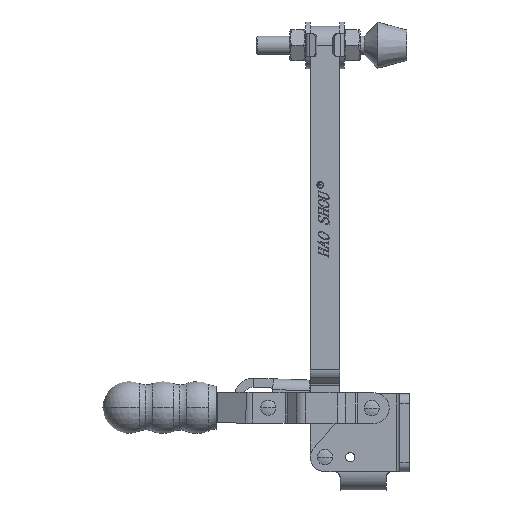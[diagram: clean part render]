
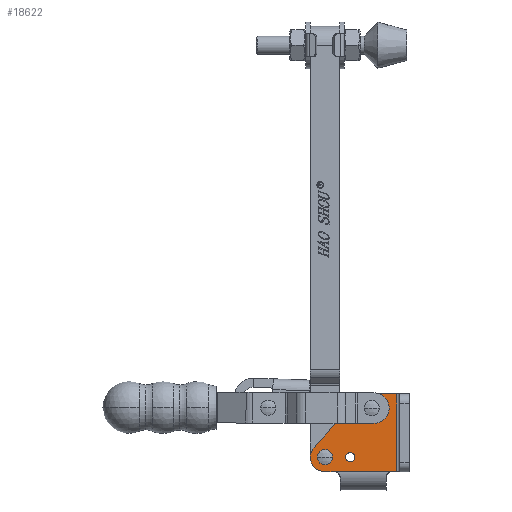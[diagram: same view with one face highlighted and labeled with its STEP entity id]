
A CAD part, left-side view. The second image highlights one B-rep face of the part: STEP entity #18622.
In plain terms, the highlighted planar face has unit normal (-1, 0, 0).
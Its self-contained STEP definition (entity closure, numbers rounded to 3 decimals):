
#1706 = EDGE_CURVE ( 'NONE', #1720, #7964, #28236, .T. ) ;
#1707 = EDGE_CURVE ( 'NONE', #1931, #7775, #28234, .T. ) ;
#1708 = EDGE_CURVE ( 'NONE', #1753, #8208, #28235, .T. ) ;
#1709 = EDGE_CURVE ( 'NONE', #8208, #1761, #28238, .T. ) ;
#1711 = EDGE_CURVE ( 'NONE', #1865, #1821, #28241, .T. ) ;
#1714 = EDGE_CURVE ( 'NONE', #1761, #1720, #28246, .T. ) ;
#1720 = VERTEX_POINT ( 'NONE', #28135 ) ;
#1727 = VERTEX_POINT ( 'NONE', #28139 ) ;
#1753 = VERTEX_POINT ( 'NONE', #4692 ) ;
#1761 = VERTEX_POINT ( 'NONE', #4700 ) ;
#1821 = VERTEX_POINT ( 'NONE', #4760 ) ;
#1865 = VERTEX_POINT ( 'NONE', #4804 ) ;
#1881 = VERTEX_POINT ( 'NONE', #4820 ) ;
#1931 = VERTEX_POINT ( 'NONE', #4870 ) ;
#2549 = EDGE_LOOP ( 'NONE', ( #6200, #6201 ) ) ;
#2571 = EDGE_LOOP ( 'NONE', ( #6202, #6203, #6204, #6205, #6206, #6207, #6208, #6209, #6210, #6211 ) ) ;
#2572 = EDGE_LOOP ( 'NONE', ( #6198, #6199 ) ) ;
#2575 = EDGE_LOOP ( 'NONE', ( #6196, #6197 ) ) ;
#4692 = CARTESIAN_POINT ( 'NONE',  ( -6., 16., 25.4 ) ) ;
#4700 = CARTESIAN_POINT ( 'NONE',  ( -6., 1., 0. ) ) ;
#4760 = CARTESIAN_POINT ( 'NONE',  ( -6., 24.5, 6.75 ) ) ;
#4804 = CARTESIAN_POINT ( 'NONE',  ( -6., 24.5, 2.75 ) ) ;
#4820 = CARTESIAN_POINT ( 'NONE',  ( -6., 19., 22.4 ) ) ;
#4870 = CARTESIAN_POINT ( 'NONE',  ( -6., 9.3, 22.75 ) ) ;
#5661 = CARTESIAN_POINT ( 'NONE',  ( -6., 16.2, 6.25 ) ) ;
#5667 = CARTESIAN_POINT ( 'NONE',  ( -6., 9.3, 18.75 ) ) ;
#5827 = CARTESIAN_POINT ( 'NONE',  ( -6., 16.2, 3.25 ) ) ;
#5856 = CARTESIAN_POINT ( 'NONE',  ( -6., 21.5, 0. ) ) ;
#5889 = CARTESIAN_POINT ( 'NONE',  ( -6., 24.5, 0. ) ) ;
#6196 = ORIENTED_EDGE ( 'NONE', *, *, #23276, .F. ) ;
#6197 = ORIENTED_EDGE ( 'NONE', *, *, #22963, .F. ) ;
#6198 = ORIENTED_EDGE ( 'NONE', *, *, #22987, .T. ) ;
#6199 = ORIENTED_EDGE ( 'NONE', *, *, #1707, .T. ) ;
#6200 = ORIENTED_EDGE ( 'NONE', *, *, #1711, .T. ) ;
#6201 = ORIENTED_EDGE ( 'NONE', *, *, #22913, .T. ) ;
#6202 = ORIENTED_EDGE ( 'NONE', *, *, #1714, .F. ) ;
#6203 = ORIENTED_EDGE ( 'NONE', *, *, #1709, .F. ) ;
#6204 = ORIENTED_EDGE ( 'NONE', *, *, #1708, .F. ) ;
#6205 = ORIENTED_EDGE ( 'NONE', *, *, #22947, .F. ) ;
#6206 = ORIENTED_EDGE ( 'NONE', *, *, #22946, .F. ) ;
#6207 = ORIENTED_EDGE ( 'NONE', *, *, #22949, .F. ) ;
#6208 = ORIENTED_EDGE ( 'NONE', *, *, #22942, .F. ) ;
#6209 = ORIENTED_EDGE ( 'NONE', *, *, #22959, .F. ) ;
#6210 = ORIENTED_EDGE ( 'NONE', *, *, #23003, .F. ) ;
#6211 = ORIENTED_EDGE ( 'NONE', *, *, #1706, .F. ) ;
#6585 = AXIS2_PLACEMENT_3D ( 'NONE', #28105, #28106, #28107 ) ;
#6587 = AXIS2_PLACEMENT_3D ( 'NONE', #28113, #28114, #28115 ) ;
#7769 = VERTEX_POINT ( 'NONE', #5661 ) ;
#7775 = VERTEX_POINT ( 'NONE', #5667 ) ;
#7935 = VERTEX_POINT ( 'NONE', #5827 ) ;
#7964 = VERTEX_POINT ( 'NONE', #5856 ) ;
#7997 = VERTEX_POINT ( 'NONE', #5889 ) ;
#8064 = VERTEX_POINT ( 'NONE', #14338 ) ;
#8144 = VERTEX_POINT ( 'NONE', #14418 ) ;
#8208 = VERTEX_POINT ( 'NONE', #14470 ) ;
#8832 = CARTESIAN_POINT ( 'NONE',  ( -6., 24.5, 4.75 ) ) ;
#8833 = DIRECTION ( 'NONE',  ( 1., 0., 0. ) ) ;
#8834 = DIRECTION ( 'NONE',  ( 0., 0., -1. ) ) ;
#8954 = CARTESIAN_POINT ( 'NONE',  ( -6., 24.301, 12.07 ) ) ;
#8955 = DIRECTION ( 'NONE',  ( 0., -0.669, 0.743 ) ) ;
#8962 = CARTESIAN_POINT ( 'NONE',  ( -6., 19., 12.7 ) ) ;
#8963 = DIRECTION ( 'NONE',  ( 0., 0., 1. ) ) ;
#8966 = CARTESIAN_POINT ( 'NONE',  ( -6., 16., 22.4 ) ) ;
#8967 = DIRECTION ( 'NONE',  ( 1., 0., 0. ) ) ;
#8968 = DIRECTION ( 'NONE',  ( 0., 0., 1. ) ) ;
#8970 = CARTESIAN_POINT ( 'NONE',  ( -6., 24.5, 20.068 ) ) ;
#8971 = DIRECTION ( 'NONE',  ( -1., 0., 0. ) ) ;
#8972 = DIRECTION ( 'NONE',  ( 0., 0., 1. ) ) ;
#8996 = CARTESIAN_POINT ( 'NONE',  ( -6., 24.5, 4.75 ) ) ;
#8997 = DIRECTION ( 'NONE',  ( 1., 0., 0. ) ) ;
#8998 = DIRECTION ( 'NONE',  ( 0., 0., 1. ) ) ;
#9029 = CARTESIAN_POINT ( 'NONE',  ( -6., 16.2, 4.75 ) ) ;
#9030 = DIRECTION ( 'NONE',  ( -1., 0., 0. ) ) ;
#9031 = DIRECTION ( 'NONE',  ( 0., 0., 1. ) ) ;
#9084 = CARTESIAN_POINT ( 'NONE',  ( -6., 9.3, 20.75 ) ) ;
#9085 = DIRECTION ( 'NONE',  ( 1., 0., 0. ) ) ;
#9086 = DIRECTION ( 'NONE',  ( 0., 0., -1. ) ) ;
#9119 = CARTESIAN_POINT ( 'NONE',  ( -6., 0., 0. ) ) ;
#9120 = DIRECTION ( 'NONE',  ( 0., 1., 0. ) ) ;
#10191 = CARTESIAN_POINT ( 'NONE',  ( -6., 16.2, 4.75 ) ) ;
#10192 = DIRECTION ( 'NONE',  ( -1., 0., 0. ) ) ;
#10193 = DIRECTION ( 'NONE',  ( 0., 0., 1. ) ) ;
#14338 = CARTESIAN_POINT ( 'NONE',  ( -6., 19., 20.068 ) ) ;
#14418 = CARTESIAN_POINT ( 'NONE',  ( -6., 20.413, 16.388 ) ) ;
#14470 = CARTESIAN_POINT ( 'NONE',  ( -6., 1., 25.4 ) ) ;
#16578 = AXIS2_PLACEMENT_3D ( 'NONE', #24622, #24617, #24624 ) ;
#16758 = AXIS2_PLACEMENT_3D ( 'NONE', #8832, #8833, #8834 ) ;
#16770 = AXIS2_PLACEMENT_3D ( 'NONE', #8966, #8967, #8968 ) ;
#16771 = AXIS2_PLACEMENT_3D ( 'NONE', #8970, #8971, #8972 ) ;
#16777 = AXIS2_PLACEMENT_3D ( 'NONE', #8996, #8997, #8998 ) ;
#16778 = AXIS2_PLACEMENT_3D ( 'NONE', #9029, #9030, #9031 ) ;
#16786 = AXIS2_PLACEMENT_3D ( 'NONE', #9084, #9085, #9086 ) ;
#16871 = AXIS2_PLACEMENT_3D ( 'NONE', #10191, #10192, #10193 ) ;
#18622 = ADVANCED_FACE ( 'NONE', ( #26735, #26742, #26739, #26741 ), #24623, .T. ) ;
#22913 = EDGE_CURVE ( 'NONE', #1821, #1865, #27035, .T. ) ;
#22942 = EDGE_CURVE ( 'NONE', #1727, #8144, #27083, .T. ) ;
#22946 = EDGE_CURVE ( 'NONE', #8064, #1881, #27091, .T. ) ;
#22947 = EDGE_CURVE ( 'NONE', #1881, #1753, #27093, .T. ) ;
#22949 = EDGE_CURVE ( 'NONE', #8144, #8064, #27096, .T. ) ;
#22959 = EDGE_CURVE ( 'NONE', #7997, #1727, #27111, .T. ) ;
#22963 = EDGE_CURVE ( 'NONE', #7769, #7935, #27113, .T. ) ;
#22987 = EDGE_CURVE ( 'NONE', #7775, #1931, #27154, .T. ) ;
#23003 = EDGE_CURVE ( 'NONE', #7964, #7997, #27180, .T. ) ;
#23276 = EDGE_CURVE ( 'NONE', #7935, #7769, #30544, .T. ) ;
#24617 = DIRECTION ( 'NONE',  ( -1., 0., 0. ) ) ;
#24622 = CARTESIAN_POINT ( 'NONE',  ( -6., 25., 12.7 ) ) ;
#24623 = PLANE ( 'NONE',  #16578 ) ;
#24624 = DIRECTION ( 'NONE',  ( 0., 0., 1. ) ) ;
#26735 = FACE_BOUND ( 'NONE', #2575, .T. ) ;
#26739 = FACE_BOUND ( 'NONE', #2549, .T. ) ;
#26741 = FACE_OUTER_BOUND ( 'NONE', #2571, .T. ) ;
#26742 = FACE_BOUND ( 'NONE', #2572, .T. ) ;
#27035 = CIRCLE ( 'NONE', #16758, 2. ) ;
#27083 = LINE ( 'NONE', #8954, #27086 ) ;
#27086 = VECTOR ( 'NONE', #8955, 1000. ) ;
#27091 = LINE ( 'NONE', #8962, #27094 ) ;
#27093 = CIRCLE ( 'NONE', #16770, 3. ) ;
#27094 = VECTOR ( 'NONE', #8963, 1000. ) ;
#27096 = CIRCLE ( 'NONE', #16771, 5.5 ) ;
#27111 = CIRCLE ( 'NONE', #16777, 4.75 ) ;
#27113 = CIRCLE ( 'NONE', #16778, 1.5 ) ;
#27154 = CIRCLE ( 'NONE', #16786, 2. ) ;
#27180 = LINE ( 'NONE', #9119, #27183 ) ;
#27183 = VECTOR ( 'NONE', #9120, 1000. ) ;
#28082 = DIRECTION ( 'NONE',  ( 0., 1., 0. ) ) ;
#28098 = CARTESIAN_POINT ( 'NONE',  ( -6., 25., 0. ) ) ;
#28102 = DIRECTION ( 'NONE',  ( 0., -1., 0. ) ) ;
#28103 = CARTESIAN_POINT ( 'NONE',  ( -6., 1., 25.4 ) ) ;
#28104 = CARTESIAN_POINT ( 'NONE',  ( -6., 25., 25.4 ) ) ;
#28105 = CARTESIAN_POINT ( 'NONE',  ( -6., 9.3, 20.75 ) ) ;
#28106 = DIRECTION ( 'NONE',  ( 1., 0., 0. ) ) ;
#28107 = DIRECTION ( 'NONE',  ( 0., 0., -1. ) ) ;
#28108 = DIRECTION ( 'NONE',  ( 0., 0., -1. ) ) ;
#28109 = CARTESIAN_POINT ( 'NONE',  ( -6., 25., 0. ) ) ;
#28113 = CARTESIAN_POINT ( 'NONE',  ( -6., 24.5, 4.75 ) ) ;
#28114 = DIRECTION ( 'NONE',  ( 1., 0., 0. ) ) ;
#28115 = DIRECTION ( 'NONE',  ( 0., 0., -1. ) ) ;
#28116 = DIRECTION ( 'NONE',  ( 0., 1., 0. ) ) ;
#28135 = CARTESIAN_POINT ( 'NONE',  ( -6., 2.5, 0. ) ) ;
#28139 = CARTESIAN_POINT ( 'NONE',  ( -6., 28.03, 7.928 ) ) ;
#28234 = CIRCLE ( 'NONE', #6585, 2. ) ;
#28235 = LINE ( 'NONE', #28104, #28240 ) ;
#28236 = LINE ( 'NONE', #28098, #28237 ) ;
#28237 = VECTOR ( 'NONE', #28082, 1000. ) ;
#28238 = LINE ( 'NONE', #28103, #28242 ) ;
#28240 = VECTOR ( 'NONE', #28102, 1000. ) ;
#28241 = CIRCLE ( 'NONE', #6587, 2. ) ;
#28242 = VECTOR ( 'NONE', #28108, 1000. ) ;
#28246 = LINE ( 'NONE', #28109, #28248 ) ;
#28248 = VECTOR ( 'NONE', #28116, 1000. ) ;
#30544 = CIRCLE ( 'NONE', #16871, 1.5 ) ;
